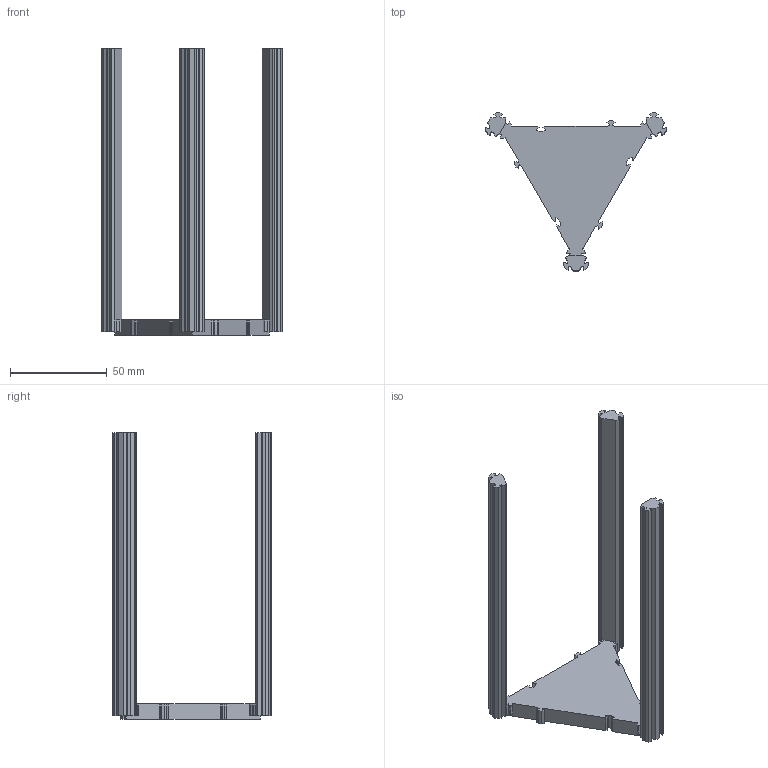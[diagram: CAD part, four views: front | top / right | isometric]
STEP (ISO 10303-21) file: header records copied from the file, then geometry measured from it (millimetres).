
FILE_DESCRIPTION(/* description */ (''),/* implementation_level */ '2;1');
FILE_NAME(/* name */ 'Floor panel (triangle, 148 mm).step',/* time_stamp */ '2022-11-15T15:25:57-05:00',/* author */ (''),/* organization */ (''),/* preprocessor_version */ 'ST-DEVELOPER v19.2',/* originating_system */ 'Autodesk Translation Framework v11.17.0.187',/* authorisation */ '');
FILE_SCHEMA (('AUTOMOTIVE_DESIGN { 1 0 10303 214 3 1 1 }'));
Length unit declared in the file: millimetre
Products named in the file (1): M3 Floor triangle
Bounding box: 92.87 x 81.71 x 148 mm (x, y, z)
Volume: 54570.5 mm3; surface area: 28366.1 mm2
Topology: 1 solids, 1 shells, 212 faces, 624 edges, 414 vertices
Faces by surface type: plane 212
Entity records: 6933 total; most frequent: CARTESIAN_POINT 1251, ORIENTED_EDGE 1248, DIRECTION 1050, LINE 624, VECTOR 624, EDGE_CURVE 624, VERTEX_POINT 414, AXIS2_PLACEMENT_3D 213
